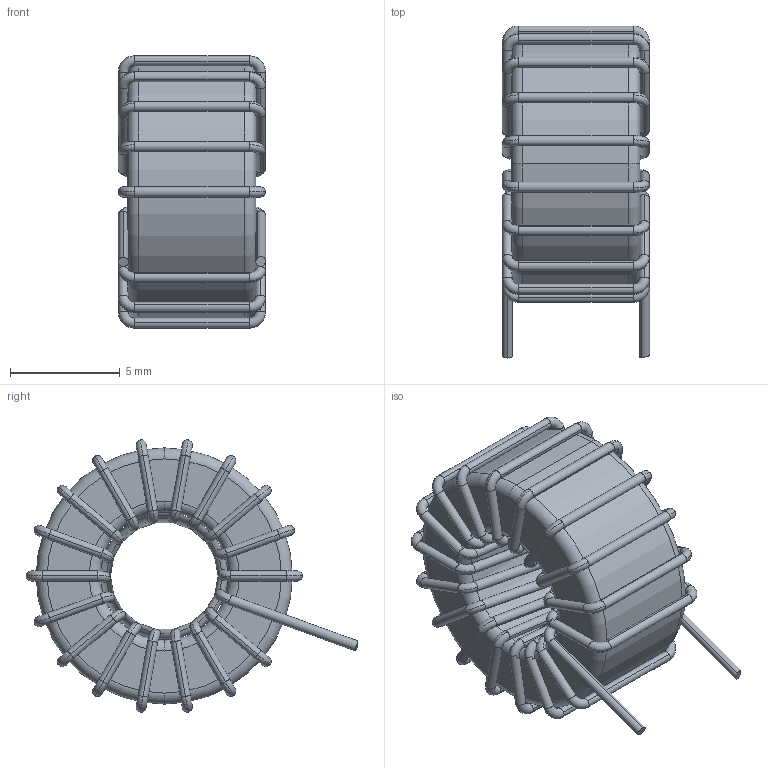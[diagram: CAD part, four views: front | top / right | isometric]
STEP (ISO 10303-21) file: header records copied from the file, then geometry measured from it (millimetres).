
FILE_DESCRIPTION (( 'STEP AP214' ), '1' );
FILE_NAME ('User Library-VTP-XXXXX (Premier Magnetics).STEP', '2014-05-19T09:59:38', ( 'Windows User' ), ( '' ), 'SwSTEP 2.0', 'SolidWorks 2014', '' );
FILE_SCHEMA (( 'AUTOMOTIVE_DESIGN' ));
Length unit declared in the file: millimetre
Products named in the file (1): User Library-VTP-XXXXX (Premier Magnetics)
Bounding box: 6.71 x 15.13 x 12.42 mm (x, y, z)
Volume: 518.7 mm3; surface area: 940.2 mm2
Topology: 2 solids, 2 shells, 314 faces, 914 edges, 604 vertices
Faces by surface type: torus 144, cylinder 142, plane 20, bspline 8
Entity records: 14519 total; most frequent: CARTESIAN_POINT 2177, DIRECTION 2168, ORIENTED_EDGE 1828, AXIS2_PLACEMENT_3D 1011, EDGE_CURVE 914, CIRCLE 704, VERTEX_POINT 604, UNCERTAINTY_MEASURE_WITH_UNIT 318
